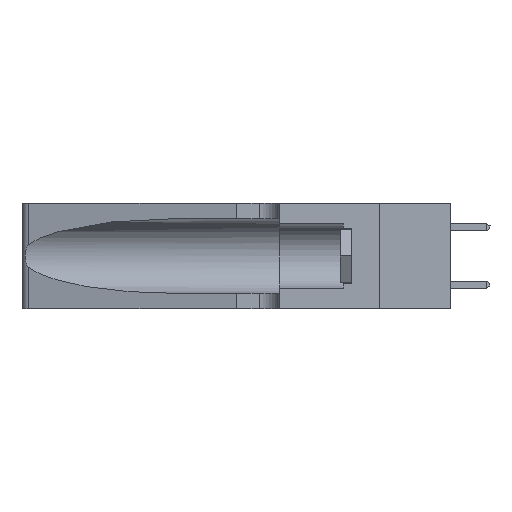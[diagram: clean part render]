
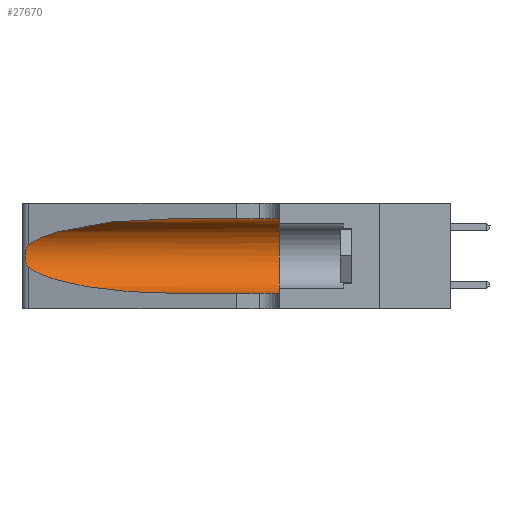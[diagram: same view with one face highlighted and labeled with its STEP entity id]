
A CAD part, left-side view. The second image highlights one B-rep face of the part: STEP entity #27670.
In plain terms, the highlighted cylindrical face has radius 3.308 mm (diameter 6.617 mm), a partial arc.
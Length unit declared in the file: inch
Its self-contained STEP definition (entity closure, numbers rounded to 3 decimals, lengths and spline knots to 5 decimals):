
#286 = EDGE_CURVE ( 'NONE', #22287, #6939, #27043, .T. ) ;
#1922 = CARTESIAN_POINT ( 'NONE',  ( 0.26075, 1.23896, 0.19203 ) ) ;
#2078 = CARTESIAN_POINT ( 'NONE',  ( 0.1305, 0.72297, 0.05475 ) ) ;
#2688 = CARTESIAN_POINT ( 'NONE',  ( 0.2373, 1.15595, 0.08982 ) ) ;
#2919 = VERTEX_POINT ( 'NONE', #30534 ) ;
#3367 = CARTESIAN_POINT ( 'NONE',  ( 0.1305, 1.61858, 0.31525 ) ) ;
#3796 = EDGE_CURVE ( 'NONE', #6939, #5444, #26812, .T. ) ;
#5444 = VERTEX_POINT ( 'NONE', #29429 ) ;
#5529 = CARTESIAN_POINT ( 'NONE',  ( 0.26017, 1.23833, 0.17102 ) ) ;
#5780 = ORIENTED_EDGE ( 'NONE', *, *, #3796, .F. ) ;
#6407 = DIRECTION ( 'NONE',  ( 0., -1., 0. ) ) ;
#6907 = ORIENTED_EDGE ( 'NONE', *, *, #22627, .T. ) ;
#6939 = VERTEX_POINT ( 'NONE', #37008 ) ;
#7345 = CARTESIAN_POINT ( 'NONE',  ( 0.1305, 0.72297, 0.31525 ) ) ;
#7825 = CARTESIAN_POINT ( 'NONE',  ( 0.1305, 1.61858, 0.185 ) ) ;
#9238 = CARTESIAN_POINT ( 'NONE',  ( 0.25789, 1.23486, 0.15765 ) ) ;
#9881 = AXIS2_PLACEMENT_3D ( 'NONE', #7825, #18792, #22410 ) ;
#10864 = CARTESIAN_POINT ( 'NONE',  ( 0.2373, 1.15595, 0.28018 ) ) ;
#12743 = CARTESIAN_POINT ( 'NONE',  ( 0.25487, 1.22718, 0.22369 ) ) ;
#12889 = CARTESIAN_POINT ( 'NONE',  ( 0.25555, 1.22993, 0.14849 ) ) ;
#13666 = CARTESIAN_POINT ( 'NONE',  ( 0.1305, 0.72297, 0.05475 ) ) ;
#13697 = CARTESIAN_POINT ( 'NONE',  ( 0.1305, 0.35, 0.185 ) ) ;
#14362 = CARTESIAN_POINT ( 'NONE',  ( 0.1305, 0.72297, 0.31525 ) ) ;
#16290 = EDGE_CURVE ( 'NONE', #30375, #5444, #38554, .T. ) ;
#16534 = ORIENTED_EDGE ( 'NONE', *, *, #30014, .T. ) ;
#17352 = DIRECTION ( 'NONE',  ( 0., 0., 1. ) ) ;
#17567 =( BOUNDED_CURVE ( )  B_SPLINE_CURVE ( 3, ( #14362, #44467, #10864, #36153 ),
 .UNSPECIFIED., .F., .F. ) 
 B_SPLINE_CURVE_WITH_KNOTS ( ( 4, 4 ),
 ( 1.5708, 2.84003 ),
 .UNSPECIFIED. ) 
 CURVE ( )  GEOMETRIC_REPRESENTATION_ITEM ( )  RATIONAL_B_SPLINE_CURVE ( ( 1., 0.87, 0.87, 1. ) ) 
 REPRESENTATION_ITEM ( '' )  );
#18792 = DIRECTION ( 'NONE',  ( 0., -1., 0. ) ) ;
#20016 = CARTESIAN_POINT ( 'NONE',  ( 0.25787, 1.23484, 0.2124 ) ) ;
#20480 = VECTOR ( 'NONE', #6407, 39.37008 ) ;
#22287 = VERTEX_POINT ( 'NONE', #7345 ) ;
#22410 = DIRECTION ( 'NONE',  ( 0., 0., -1. ) ) ;
#22627 = EDGE_CURVE ( 'NONE', #37521, #2919, #34351, .T. ) ;
#22745 = EDGE_CURVE ( 'NONE', #2919, #30375, #25957, .T. ) ;
#22869 = ORIENTED_EDGE ( 'NONE', *, *, #286, .F. ) ;
#23622 = CARTESIAN_POINT ( 'NONE',  ( 0.26018, 1.23835, 0.19895 ) ) ;
#25886 = VECTOR ( 'NONE', #46696, 39.37008 ) ;
#25957 =( BOUNDED_CURVE ( )  B_SPLINE_CURVE ( 3, ( #31686, #2688, #35312, #13666 ),
 .UNSPECIFIED., .F., .F. ) 
 B_SPLINE_CURVE_WITH_KNOTS ( ( 4, 4 ),
 ( 3.44316, 4.71239 ),
 .UNSPECIFIED. ) 
 CURVE ( )  GEOMETRIC_REPRESENTATION_ITEM ( )  RATIONAL_B_SPLINE_CURVE ( ( 1., 0.87, 0.87, 1. ) ) 
 REPRESENTATION_ITEM ( '' )  );
#26812 = CIRCLE ( 'NONE', #40443, 0.13025 ) ;
#27043 = LINE ( 'NONE', #3367, #25886 ) ;
#27291 = CARTESIAN_POINT ( 'NONE',  ( 0.26075, 1.23896, 0.178 ) ) ;
#27670 = ADVANCED_FACE ( 'NONE', ( #44496 ), #34924, .F. ) ;
#28308 = CARTESIAN_POINT ( 'NONE',  ( 0.25487, 1.22718, 0.22369 ) ) ;
#29429 = CARTESIAN_POINT ( 'NONE',  ( 0.1305, 0.35, 0.05475 ) ) ;
#30014 = EDGE_CURVE ( 'NONE', #22287, #37521, #17567, .T. ) ;
#30375 = VERTEX_POINT ( 'NONE', #2078 ) ;
#30534 = CARTESIAN_POINT ( 'NONE',  ( 0.25487, 1.22718, 0.14631 ) ) ;
#30910 = CARTESIAN_POINT ( 'NONE',  ( 0.25856, 1.23593, 0.16098 ) ) ;
#31686 = CARTESIAN_POINT ( 'NONE',  ( 0.25487, 1.22718, 0.14631 ) ) ;
#32996 = ORIENTED_EDGE ( 'NONE', *, *, #16290, .T. ) ;
#34351 = B_SPLINE_CURVE_WITH_KNOTS ( 'NONE', 3,
 ( #12743, #38008, #41622, #20016, #45262, #23622, #1922, #27291, #5529, #30910, #9238, #34531, #12889, #38160 ),
 .UNSPECIFIED., .F., .F.,
 ( 4, 2, 2, 2, 2, 2, 4 ),
 ( 0., 0.00027, 0.00053, 0.00107, 0.0016, 0.00187, 0.00214 ),
 .UNSPECIFIED. ) ;
#34531 = CARTESIAN_POINT ( 'NONE',  ( 0.25639, 1.23186, 0.15144 ) ) ;
#34924 = CYLINDRICAL_SURFACE ( 'NONE', #9881, 0.13025 ) ;
#35312 = CARTESIAN_POINT ( 'NONE',  ( 0.18966, 0.96281, 0.05475 ) ) ;
#35372 = CARTESIAN_POINT ( 'NONE',  ( 0.1305, 1.61858, 0.05475 ) ) ;
#36153 = CARTESIAN_POINT ( 'NONE',  ( 0.25487, 1.22718, 0.22369 ) ) ;
#37008 = CARTESIAN_POINT ( 'NONE',  ( 0.1305, 0.35, 0.31525 ) ) ;
#37521 = VERTEX_POINT ( 'NONE', #28308 ) ;
#38008 = CARTESIAN_POINT ( 'NONE',  ( 0.25555, 1.22994, 0.2215 ) ) ;
#38049 = ORIENTED_EDGE ( 'NONE', *, *, #22745, .T. ) ;
#38160 = CARTESIAN_POINT ( 'NONE',  ( 0.25487, 1.22718, 0.14631 ) ) ;
#38554 = LINE ( 'NONE', #35372, #20480 ) ;
#38960 = DIRECTION ( 'NONE',  ( 0., 1., 0. ) ) ;
#40443 = AXIS2_PLACEMENT_3D ( 'NONE', #13697, #38960, #17352 ) ;
#41351 = EDGE_LOOP ( 'NONE', ( #16534, #6907, #38049, #32996, #5780, #22869 ) ) ;
#41622 = CARTESIAN_POINT ( 'NONE',  ( 0.25639, 1.23184, 0.21858 ) ) ;
#44467 = CARTESIAN_POINT ( 'NONE',  ( 0.18966, 0.96281, 0.31525 ) ) ;
#44496 = FACE_OUTER_BOUND ( 'NONE', #41351, .T. ) ;
#45262 = CARTESIAN_POINT ( 'NONE',  ( 0.25854, 1.2359, 0.20912 ) ) ;
#46696 = DIRECTION ( 'NONE',  ( 0., -1., 0. ) ) ;
